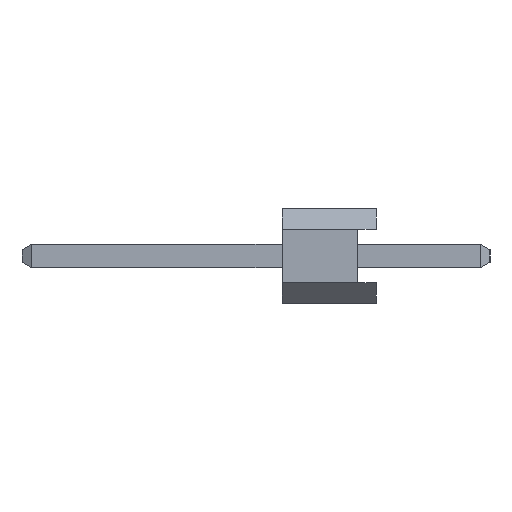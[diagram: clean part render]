
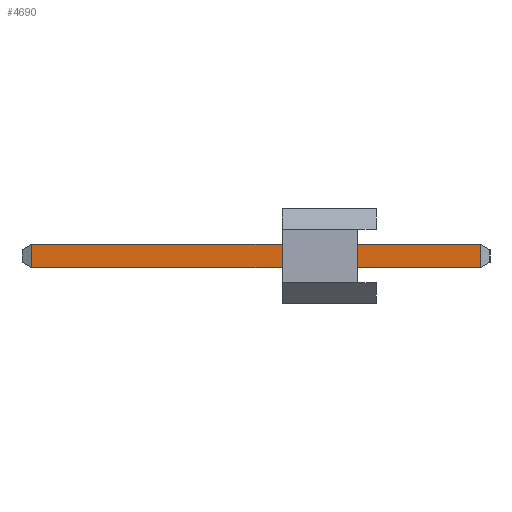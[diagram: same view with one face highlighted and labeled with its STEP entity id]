
A CAD part, left-side view. The second image highlights one B-rep face of the part: STEP entity #4690.
In plain terms, the highlighted planar face has unit normal (-1, 0, 0).
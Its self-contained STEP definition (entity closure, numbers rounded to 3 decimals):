
#4447=DIRECTION('',(0.,0.,-1.));
#4448=VECTOR('',#4447,0.635);
#4449=CARTESIAN_POINT('',(-0.318,-0.264,0.318));
#4450=LINE('',#4449,#4448);
#4475=DIRECTION('',(0.,-1.,0.));
#4476=VECTOR('',#4475,12.072);
#4477=CARTESIAN_POINT('',(-0.318,-0.264,-0.318));
#4478=LINE('',#4477,#4476);
#4479=DIRECTION('',(0.,-1.,0.));
#4480=VECTOR('',#4479,12.072);
#4481=CARTESIAN_POINT('',(-0.318,-0.264,0.318));
#4482=LINE('',#4481,#4480);
#4491=DIRECTION('',(0.,0.,-1.));
#4492=VECTOR('',#4491,0.635);
#4493=CARTESIAN_POINT('',(-0.318,-12.336,0.318));
#4494=LINE('',#4493,#4492);
#4535=CARTESIAN_POINT('',(-0.318,-0.264,-0.318));
#4537=VERTEX_POINT('',#4535);
#4545=CARTESIAN_POINT('',(-0.318,-0.264,0.318));
#4546=VERTEX_POINT('',#4545);
#4552=CARTESIAN_POINT('',(-0.318,-12.336,0.318));
#4554=VERTEX_POINT('',#4552);
#4561=CARTESIAN_POINT('',(-0.318,-12.336,-0.318));
#4562=VERTEX_POINT('',#4561);
#4678=CARTESIAN_POINT('',(-0.318,0.,0.318));
#4679=DIRECTION('',(-1.,0.,0.));
#4680=DIRECTION('',(0.,0.,-1.));
#4681=AXIS2_PLACEMENT_3D('',#4678,#4679,#4680);
#4682=PLANE('',#4681);
#4683=ORIENTED_EDGE('',*,*,#4616,.F.);
#4684=ORIENTED_EDGE('',*,*,#4645,.T.);
#4686=ORIENTED_EDGE('',*,*,#4685,.T.);
#4687=ORIENTED_EDGE('',*,*,#4670,.F.);
#4688=EDGE_LOOP('',(#4683,#4684,#4686,#4687));
#4689=FACE_OUTER_BOUND('',#4688,.F.);
#4690=ADVANCED_FACE('',(#4689),#4682,.T.);
#4616=EDGE_CURVE('',#4546,#4537,#4450,.T.);
#4645=EDGE_CURVE('',#4546,#4554,#4482,.T.);
#4670=EDGE_CURVE('',#4537,#4562,#4478,.T.);
#4685=EDGE_CURVE('',#4554,#4562,#4494,.T.);
